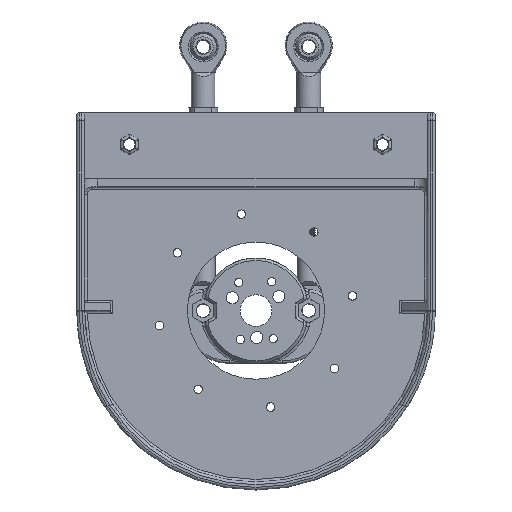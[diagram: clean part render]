
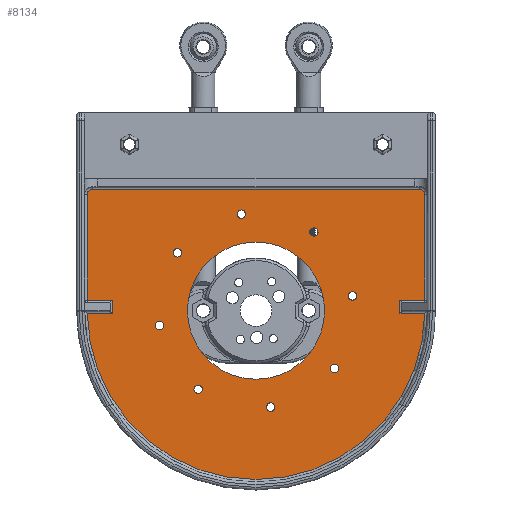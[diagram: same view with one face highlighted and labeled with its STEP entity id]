
A CAD part, front view. The second image highlights one B-rep face of the part: STEP entity #8134.
In plain terms, the highlighted planar face has unit normal (0, -1, 0).
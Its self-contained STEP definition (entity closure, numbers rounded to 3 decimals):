
#141=FACE_BOUND('',#1334,.T.);
#142=FACE_BOUND('',#1335,.T.);
#143=FACE_BOUND('',#1336,.T.);
#144=FACE_BOUND('',#1337,.T.);
#145=FACE_BOUND('',#1338,.T.);
#146=FACE_BOUND('',#1339,.T.);
#147=FACE_BOUND('',#1340,.T.);
#148=FACE_BOUND('',#1341,.T.);
#149=FACE_BOUND('',#1342,.T.);
#199=PLANE('',#8697);
#848=FACE_OUTER_BOUND('',#1333,.T.);
#1333=EDGE_LOOP('',(#5276,#5277,#5278,#5279,#5280,#5281,#5282,#5283,#5284,
#5285,#5286,#5287));
#1334=EDGE_LOOP('',(#5288));
#1335=EDGE_LOOP('',(#5289));
#1336=EDGE_LOOP('',(#5290));
#1337=EDGE_LOOP('',(#5291));
#1338=EDGE_LOOP('',(#5292));
#1339=EDGE_LOOP('',(#5293));
#1340=EDGE_LOOP('',(#5294));
#1341=EDGE_LOOP('',(#5295));
#1342=EDGE_LOOP('',(#5296));
#1871=LINE('',#11515,#2373);
#1873=LINE('',#11536,#2375);
#1874=LINE('',#11540,#2376);
#1879=LINE('',#11555,#2381);
#1880=LINE('',#11561,#2382);
#1881=LINE('',#11563,#2383);
#1882=LINE('',#11565,#2384);
#1883=LINE('',#11567,#2385);
#1884=LINE('',#11571,#2386);
#2373=VECTOR('',#9492,10.);
#2375=VECTOR('',#9498,10.);
#2376=VECTOR('',#9503,10.);
#2381=VECTOR('',#9520,10.);
#2382=VECTOR('',#9527,10.);
#2383=VECTOR('',#9528,10.);
#2384=VECTOR('',#9529,10.);
#2385=VECTOR('',#9530,10.);
#2386=VECTOR('',#9533,10.);
#2865=CIRCLE('',#8659,1.6);
#2867=CIRCLE('',#8662,1.6);
#2869=CIRCLE('',#8665,1.6);
#2871=CIRCLE('',#8668,1.6);
#2873=CIRCLE('',#8671,1.6);
#2875=CIRCLE('',#8674,1.6);
#2877=CIRCLE('',#8677,1.6);
#2879=CIRCLE('',#8680,1.6);
#2884=CIRCLE('',#8698,64.);
#2885=CIRCLE('',#8699,2.);
#2886=CIRCLE('',#8700,2.);
#2887=CIRCLE('',#8701,26.);
#3104=VERTEX_POINT('',#11454);
#3106=VERTEX_POINT('',#11460);
#3108=VERTEX_POINT('',#11466);
#3110=VERTEX_POINT('',#11472);
#3112=VERTEX_POINT('',#11478);
#3114=VERTEX_POINT('',#11484);
#3116=VERTEX_POINT('',#11490);
#3118=VERTEX_POINT('',#11496);
#3125=VERTEX_POINT('',#11512);
#3126=VERTEX_POINT('',#11514);
#3129=VERTEX_POINT('',#11521);
#3130=VERTEX_POINT('',#11539);
#3134=VERTEX_POINT('',#11554);
#3135=VERTEX_POINT('',#11558);
#3136=VERTEX_POINT('',#11560);
#3137=VERTEX_POINT('',#11562);
#3138=VERTEX_POINT('',#11564);
#3139=VERTEX_POINT('',#11566);
#3140=VERTEX_POINT('',#11568);
#3141=VERTEX_POINT('',#11570);
#3142=VERTEX_POINT('',#11573);
#3930=EDGE_CURVE('',#3104,#3104,#2865,.T.);
#3933=EDGE_CURVE('',#3106,#3106,#2867,.T.);
#3936=EDGE_CURVE('',#3108,#3108,#2869,.T.);
#3939=EDGE_CURVE('',#3110,#3110,#2871,.T.);
#3942=EDGE_CURVE('',#3112,#3112,#2873,.T.);
#3945=EDGE_CURVE('',#3114,#3114,#2875,.T.);
#3948=EDGE_CURVE('',#3116,#3116,#2877,.T.);
#3951=EDGE_CURVE('',#3118,#3118,#2879,.T.);
#3958=EDGE_CURVE('',#3125,#3126,#1871,.T.);
#3962=EDGE_CURVE('',#3129,#3125,#1873,.T.);
#3964=EDGE_CURVE('',#3126,#3130,#1874,.T.);
#3972=EDGE_CURVE('',#3130,#3134,#1879,.T.);
#3974=EDGE_CURVE('',#3135,#3129,#2884,.T.);
#3975=EDGE_CURVE('',#3136,#3135,#1880,.T.);
#3976=EDGE_CURVE('',#3137,#3136,#1881,.T.);
#3977=EDGE_CURVE('',#3138,#3137,#1882,.T.);
#3978=EDGE_CURVE('',#3139,#3138,#1883,.T.);
#3979=EDGE_CURVE('',#3140,#3139,#2885,.T.);
#3980=EDGE_CURVE('',#3141,#3140,#1884,.T.);
#3981=EDGE_CURVE('',#3134,#3141,#2886,.T.);
#3982=EDGE_CURVE('',#3142,#3142,#2887,.T.);
#5276=ORIENTED_EDGE('',*,*,#3964,.F.);
#5277=ORIENTED_EDGE('',*,*,#3958,.F.);
#5278=ORIENTED_EDGE('',*,*,#3962,.F.);
#5279=ORIENTED_EDGE('',*,*,#3974,.F.);
#5280=ORIENTED_EDGE('',*,*,#3975,.F.);
#5281=ORIENTED_EDGE('',*,*,#3976,.F.);
#5282=ORIENTED_EDGE('',*,*,#3977,.F.);
#5283=ORIENTED_EDGE('',*,*,#3978,.F.);
#5284=ORIENTED_EDGE('',*,*,#3979,.F.);
#5285=ORIENTED_EDGE('',*,*,#3980,.F.);
#5286=ORIENTED_EDGE('',*,*,#3981,.F.);
#5287=ORIENTED_EDGE('',*,*,#3972,.F.);
#5288=ORIENTED_EDGE('',*,*,#3930,.T.);
#5289=ORIENTED_EDGE('',*,*,#3933,.T.);
#5290=ORIENTED_EDGE('',*,*,#3936,.T.);
#5291=ORIENTED_EDGE('',*,*,#3939,.T.);
#5292=ORIENTED_EDGE('',*,*,#3942,.T.);
#5293=ORIENTED_EDGE('',*,*,#3945,.T.);
#5294=ORIENTED_EDGE('',*,*,#3948,.T.);
#5295=ORIENTED_EDGE('',*,*,#3951,.T.);
#5296=ORIENTED_EDGE('',*,*,#3982,.F.);
#8134=ADVANCED_FACE('',(#848,#141,#142,#143,#144,#145,#146,#147,#148,#149),
#199,.F.);
#8659=AXIS2_PLACEMENT_3D('',#11456,#9428,#9429);
#8662=AXIS2_PLACEMENT_3D('',#11462,#9435,#9436);
#8665=AXIS2_PLACEMENT_3D('',#11468,#9442,#9443);
#8668=AXIS2_PLACEMENT_3D('',#11474,#9449,#9450);
#8671=AXIS2_PLACEMENT_3D('',#11480,#9456,#9457);
#8674=AXIS2_PLACEMENT_3D('',#11486,#9463,#9464);
#8677=AXIS2_PLACEMENT_3D('',#11492,#9470,#9471);
#8680=AXIS2_PLACEMENT_3D('',#11498,#9477,#9478);
#8697=AXIS2_PLACEMENT_3D('',#11557,#9523,#9524);
#8698=AXIS2_PLACEMENT_3D('',#11559,#9525,#9526);
#8699=AXIS2_PLACEMENT_3D('',#11569,#9531,#9532);
#8700=AXIS2_PLACEMENT_3D('',#11572,#9534,#9535);
#8701=AXIS2_PLACEMENT_3D('',#11574,#9536,#9537);
#9428=DIRECTION('center_axis',(0.,1.,0.));
#9429=DIRECTION('ref_axis',(0.,0.,1.));
#9435=DIRECTION('center_axis',(0.,1.,0.));
#9436=DIRECTION('ref_axis',(0.,0.,1.));
#9442=DIRECTION('center_axis',(0.,1.,0.));
#9443=DIRECTION('ref_axis',(0.,0.,1.));
#9449=DIRECTION('center_axis',(0.,1.,0.));
#9450=DIRECTION('ref_axis',(0.,0.,1.));
#9456=DIRECTION('center_axis',(0.,1.,0.));
#9457=DIRECTION('ref_axis',(0.,0.,1.));
#9463=DIRECTION('center_axis',(0.,1.,0.));
#9464=DIRECTION('ref_axis',(0.,0.,1.));
#9470=DIRECTION('center_axis',(0.,1.,0.));
#9471=DIRECTION('ref_axis',(0.,0.,1.));
#9477=DIRECTION('center_axis',(0.,1.,0.));
#9478=DIRECTION('ref_axis',(0.,0.,1.));
#9492=DIRECTION('',(0.,0.,1.));
#9498=DIRECTION('',(1.,0.,0.));
#9503=DIRECTION('',(-1.,0.,0.));
#9520=DIRECTION('',(0.,0.,1.));
#9523=DIRECTION('center_axis',(0.,1.,0.));
#9524=DIRECTION('ref_axis',(-1.,0.,0.));
#9525=DIRECTION('center_axis',(0.,1.,0.));
#9526=DIRECTION('ref_axis',(0.,0.,-1.));
#9527=DIRECTION('',(1.,0.,0.));
#9528=DIRECTION('',(0.,0.,-1.));
#9529=DIRECTION('',(-1.,0.,0.));
#9530=DIRECTION('',(0.,0.,-1.));
#9531=DIRECTION('center_axis',(0.,1.,0.));
#9532=DIRECTION('ref_axis',(0.707,0.,0.707));
#9533=DIRECTION('',(1.,0.,0.));
#9534=DIRECTION('center_axis',(0.,1.,0.));
#9535=DIRECTION('ref_axis',(-0.707,0.,0.707));
#9536=DIRECTION('center_axis',(0.,-1.,0.));
#9537=DIRECTION('ref_axis',(-1.,0.,0.));
#11454=CARTESIAN_POINT('',(36.577,0.,-231.023));
#11456=CARTESIAN_POINT('Origin',(36.577,0.,-229.423));
#11460=CARTESIAN_POINT('',(21.92,0.,-206.792));
#11462=CARTESIAN_POINT('Origin',(21.92,0.,-205.192));
#11466=CARTESIAN_POINT('',(-5.577,0.,-200.023));
#11468=CARTESIAN_POINT('Origin',(-5.577,0.,-198.423));
#11472=CARTESIAN_POINT('',(-29.808,0.,-214.68));
#11474=CARTESIAN_POINT('Origin',(-29.808,0.,-213.08));
#11478=CARTESIAN_POINT('',(-36.577,0.,-242.177));
#11480=CARTESIAN_POINT('Origin',(-36.577,0.,-240.577));
#11484=CARTESIAN_POINT('',(-21.92,0.,-266.408));
#11486=CARTESIAN_POINT('Origin',(-21.92,0.,-264.808));
#11490=CARTESIAN_POINT('',(5.577,0.,-273.177));
#11492=CARTESIAN_POINT('Origin',(5.577,0.,-271.577));
#11496=CARTESIAN_POINT('',(29.808,0.,-258.52));
#11498=CARTESIAN_POINT('Origin',(29.808,0.,-256.92));
#11512=CARTESIAN_POINT('',(-54.586,0.,-236.));
#11514=CARTESIAN_POINT('',(-54.586,0.,-231.));
#11515=CARTESIAN_POINT('',(-54.586,0.,-231.616));
#11521=CARTESIAN_POINT('',(-63.992,0.,-236.));
#11536=CARTESIAN_POINT('',(-30.,0.,-236.));
#11539=CARTESIAN_POINT('',(-64.,0.,-231.));
#11540=CARTESIAN_POINT('',(-30.,0.,-231.));
#11554=CARTESIAN_POINT('',(-64.,0.,-191.));
#11555=CARTESIAN_POINT('',(-64.,0.,-194.116));
#11557=CARTESIAN_POINT('Origin',(0.,0.,-228.232));
#11558=CARTESIAN_POINT('',(63.992,0.,-236.));
#11559=CARTESIAN_POINT('Origin',(0.,0.,-235.));
#11560=CARTESIAN_POINT('',(54.586,0.,-236.));
#11561=CARTESIAN_POINT('',(30.,0.,-236.));
#11562=CARTESIAN_POINT('',(54.586,0.,-231.));
#11563=CARTESIAN_POINT('',(54.586,0.,-231.616));
#11564=CARTESIAN_POINT('',(64.,0.,-231.));
#11565=CARTESIAN_POINT('',(30.,0.,-231.));
#11566=CARTESIAN_POINT('',(64.,0.,-191.));
#11567=CARTESIAN_POINT('',(64.,0.,-194.116));
#11568=CARTESIAN_POINT('',(62.,0.,-189.));
#11569=CARTESIAN_POINT('Origin',(62.,0.,-191.));
#11570=CARTESIAN_POINT('',(-62.,0.,-189.));
#11571=CARTESIAN_POINT('',(-30.732,0.,-189.));
#11572=CARTESIAN_POINT('Origin',(-62.,0.,-191.));
#11573=CARTESIAN_POINT('',(26.,0.,-235.));
#11574=CARTESIAN_POINT('Origin',(0.,0.,-235.));
